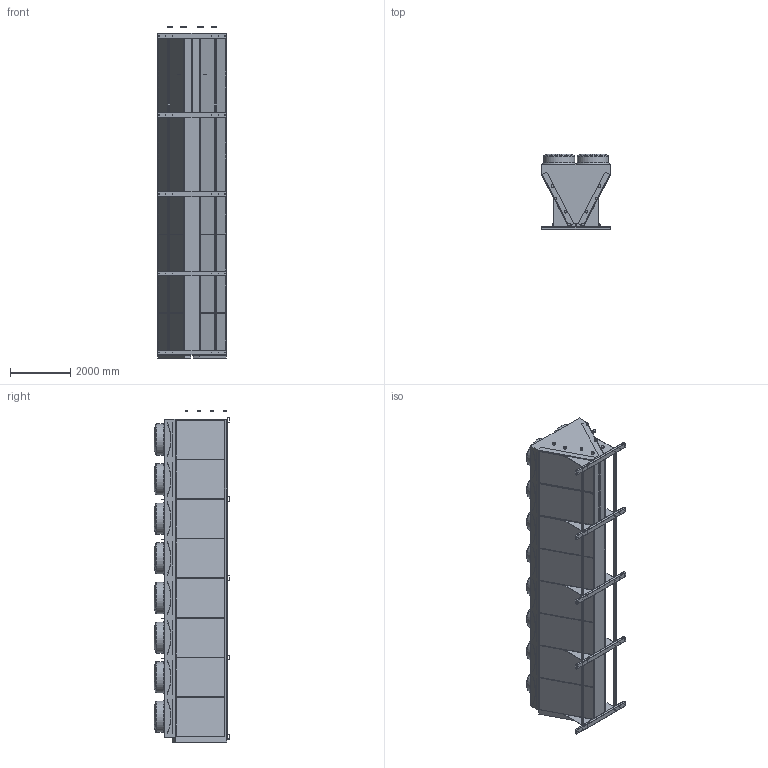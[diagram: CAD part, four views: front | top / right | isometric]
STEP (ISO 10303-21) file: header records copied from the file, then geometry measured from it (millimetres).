
FILE_DESCRIPTION (( 'STEP AP203' ), '1' );
FILE_NAME ('ANV8M_4R_4I4O.STEP', '2018-10-08T13:56:04', ( 'Alfa Laval' ), ( 'Alfa Laval' ), 'SwSTEP 2.0', 'SolidWorks 2016', '' );
FILE_SCHEMA (( 'CONFIG_CONTROL_DESIGN' ));
Length unit declared in the file: millimetre
Products named in the file (6): V-TYPE2_LIGHT_BODY_8MOD-SS; AV2_BOTTOM COVER PLATE_BOTTOM COVER PLATE 2MOD.; AVII_FINPACK_1MOD_4012_5R; AVII_Simplify Connection for CAD Drawing; V-TYPE2_POSCOL CONDENSER_Cond_NH3_ANV2TC_4R4I4O; ANV8M_4R_4I4O
Assembly tree (14 placements, depth 3):
  ANV8M_4R_4I4O
    V-TYPE2_LIGHT_BODY_8MOD-SS
    V-TYPE2_POSCOL CONDENSER_Cond_NH3_ANV2TC_4R4I4O
      AV2_BOTTOM COVER PLATE_BOTTOM COVER PLATE 2MOD.  x2
      AVII_FINPACK_1MOD_4012_5R  x2
      AVII_Simplify Connection for CAD Drawing  x8
Bounding box: 2280.43 x 2494.62 x 10982.51 mm (x, y, z)
Volume: 39419245640.5 mm3; surface area: 160940465.9 mm2
Topology: 19 solids, 19 shells, 2256 faces, 5589 edges, 3523 vertices
Faces by surface type: cylinder 1070, plane 770, torus 240, sphere 128, bspline 32, cone 16
Full cylindrical faces by diameter (mm): 1 x64, 7 x114, 8 x44, 20 x60, 40 x8, 85 x8, 100 x16, 1032 x16
Entity records: 58730 total; most frequent: DIRECTION 10752, CARTESIAN_POINT 10600, ORIENTED_EDGE 8728, AXIS2_PLACEMENT_3D 4460, EDGE_CURVE 4364, VERTEX_POINT 2964, EDGE_LOOP 2902, CIRCLE 2468
